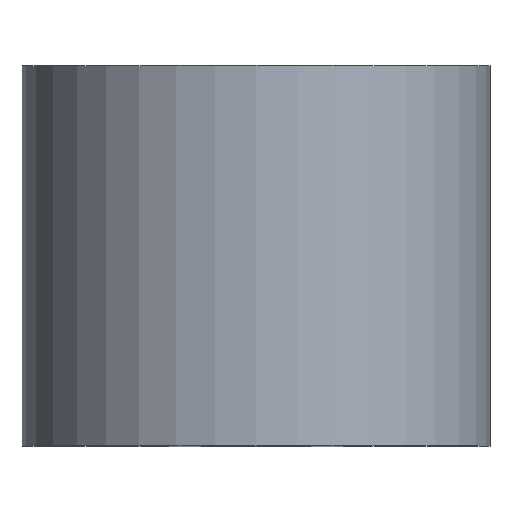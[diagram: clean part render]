
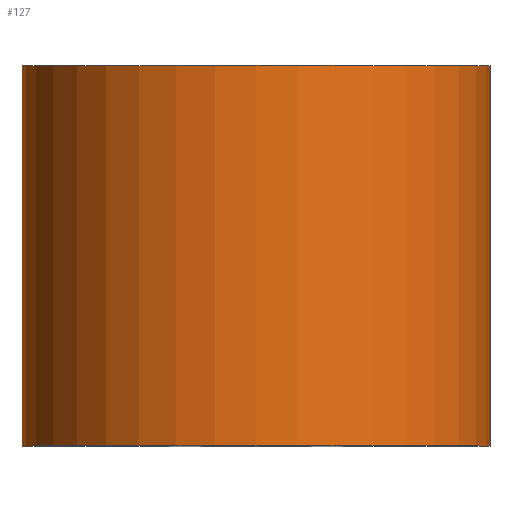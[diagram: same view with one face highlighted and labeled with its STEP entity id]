
A CAD part, top view. The second image highlights one B-rep face of the part: STEP entity #127.
In plain terms, the highlighted cylindrical face has radius 8 mm (diameter 16 mm), a full revolution.
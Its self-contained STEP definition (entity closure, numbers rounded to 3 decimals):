
#27=FACE_OUTER_BOUND('',#34,.T.);
#34=EDGE_LOOP('',(#96,#97,#98,#99));
#43=LINE('',#190,#56);
#56=VECTOR('',#155,8.);
#69=CIRCLE('',#138,8.);
#70=CIRCLE('',#139,8.);
#71=VERTEX_POINT('',#187);
#72=VERTEX_POINT('',#189);
#81=EDGE_CURVE('',#71,#71,#69,.T.);
#82=EDGE_CURVE('',#71,#72,#43,.T.);
#83=EDGE_CURVE('',#72,#72,#70,.T.);
#96=ORIENTED_EDGE('',*,*,#81,.F.);
#97=ORIENTED_EDGE('',*,*,#82,.T.);
#98=ORIENTED_EDGE('',*,*,#83,.F.);
#99=ORIENTED_EDGE('',*,*,#82,.F.);
#126=CYLINDRICAL_SURFACE('',#137,8.);
#127=ADVANCED_FACE('',(#27),#126,.T.);
#137=AXIS2_PLACEMENT_3D('',#186,#151,#152);
#138=AXIS2_PLACEMENT_3D('',#188,#153,#154);
#139=AXIS2_PLACEMENT_3D('',#191,#156,#157);
#151=DIRECTION('center_axis',(0.,-1.,0.));
#152=DIRECTION('ref_axis',(-1.,0.,0.));
#153=DIRECTION('center_axis',(0.,-1.,0.));
#154=DIRECTION('ref_axis',(-1.,0.,0.));
#155=DIRECTION('',(0.,1.,0.));
#156=DIRECTION('center_axis',(0.,1.,0.));
#157=DIRECTION('ref_axis',(-1.,0.,0.));
#186=CARTESIAN_POINT('Origin',(0.,134.34,279.858));
#187=CARTESIAN_POINT('',(8.,121.34,279.858));
#188=CARTESIAN_POINT('Origin',(0.,121.34,279.858));
#189=CARTESIAN_POINT('',(8.,134.34,279.858));
#190=CARTESIAN_POINT('',(8.,134.34,279.858));
#191=CARTESIAN_POINT('Origin',(0.,134.34,279.858));
